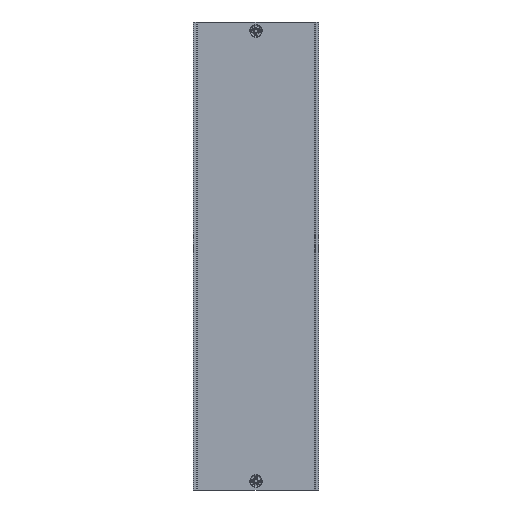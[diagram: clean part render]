
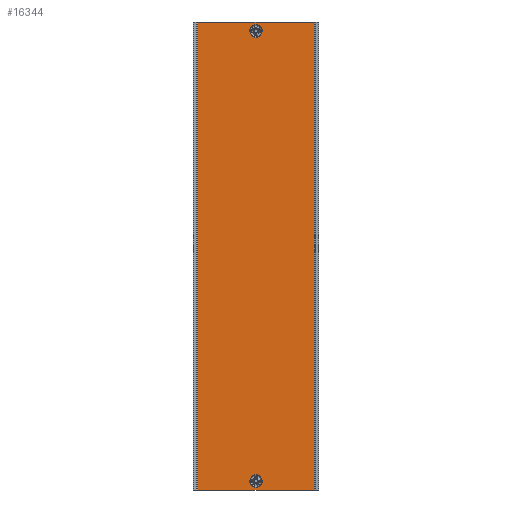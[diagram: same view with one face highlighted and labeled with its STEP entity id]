
A CAD part, front view. The second image highlights one B-rep face of the part: STEP entity #16344.
In plain terms, the highlighted planar face has unit normal (0, -1, 0).
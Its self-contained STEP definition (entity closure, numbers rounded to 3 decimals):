
#4124=DIRECTION('',(0.,0.,-1.));
#4125=VECTOR('',#4124,311.);
#4126=CARTESIAN_POINT('',(-38.6,-2.3,155.5));
#4127=LINE('',#4126,#4125);
#4128=DIRECTION('',(1.,0.,0.));
#4129=VECTOR('',#4128,77.2);
#4130=CARTESIAN_POINT('',(-38.6,-2.3,155.5));
#4131=LINE('',#4130,#4129);
#4132=DIRECTION('',(0.,0.,1.));
#4133=VECTOR('',#4132,311.);
#4134=CARTESIAN_POINT('',(38.6,-2.3,-155.5));
#4135=LINE('',#4134,#4133);
#4136=DIRECTION('',(-1.,0.,0.));
#4137=VECTOR('',#4136,77.2);
#4138=CARTESIAN_POINT('',(38.6,-2.3,-155.5));
#4139=LINE('',#4138,#4137);
#4140=CARTESIAN_POINT('',(0.,-2.3,147.85));
#4141=DIRECTION('',(0.,1.,0.));
#4142=DIRECTION('',(1.,0.,0.));
#4143=AXIS2_PLACEMENT_3D('',#4140,#4141,#4142);
#4145=DIRECTION('',(0.,0.,-1.));
#4146=VECTOR('',#4145,3.5);
#4147=CARTESIAN_POINT('',(1.6,-2.3,151.35));
#4148=LINE('',#4147,#4146);
#4149=CARTESIAN_POINT('',(0.,-2.3,151.35));
#4150=DIRECTION('',(0.,1.,0.));
#4151=DIRECTION('',(-1.,0.,0.));
#4152=AXIS2_PLACEMENT_3D('',#4149,#4150,#4151);
#4154=DIRECTION('',(0.,0.,1.));
#4155=VECTOR('',#4154,3.5);
#4156=CARTESIAN_POINT('',(-1.6,-2.3,147.85));
#4157=LINE('',#4156,#4155);
#4158=CARTESIAN_POINT('',(0.,-2.3,-147.85));
#4159=DIRECTION('',(0.,-1.,0.));
#4160=DIRECTION('',(1.,0.,0.));
#4161=AXIS2_PLACEMENT_3D('',#4158,#4159,#4160);
#4163=DIRECTION('',(0.,0.,-1.));
#4164=VECTOR('',#4163,3.5);
#4165=CARTESIAN_POINT('',(-1.6,-2.3,-147.85));
#4166=LINE('',#4165,#4164);
#4167=CARTESIAN_POINT('',(0.,-2.3,-151.35));
#4168=DIRECTION('',(0.,-1.,0.));
#4169=DIRECTION('',(-1.,0.,0.));
#4170=AXIS2_PLACEMENT_3D('',#4167,#4168,#4169);
#4172=DIRECTION('',(0.,0.,1.));
#4173=VECTOR('',#4172,3.5);
#4174=CARTESIAN_POINT('',(1.6,-2.3,-151.35));
#4175=LINE('',#4174,#4173);
#10460=CARTESIAN_POINT('',(38.6,-2.3,-155.5));
#10461=CARTESIAN_POINT('',(38.6,-2.3,155.5));
#10462=VERTEX_POINT('',#10460);
#10463=VERTEX_POINT('',#10461);
#10480=CARTESIAN_POINT('',(-38.6,-2.3,155.5));
#10481=CARTESIAN_POINT('',(-38.6,-2.3,-155.5));
#10482=VERTEX_POINT('',#10480);
#10483=VERTEX_POINT('',#10481);
#10624=CARTESIAN_POINT('',(1.6,-2.3,147.85));
#10625=CARTESIAN_POINT('',(-1.6,-2.3,147.85));
#10626=VERTEX_POINT('',#10624);
#10627=VERTEX_POINT('',#10625);
#10628=CARTESIAN_POINT('',(-1.6,-2.3,151.35));
#10629=VERTEX_POINT('',#10628);
#10630=CARTESIAN_POINT('',(1.6,-2.3,151.35));
#10631=VERTEX_POINT('',#10630);
#10632=CARTESIAN_POINT('',(1.6,-2.3,-147.85));
#10633=CARTESIAN_POINT('',(-1.6,-2.3,-147.85));
#10634=VERTEX_POINT('',#10632);
#10635=VERTEX_POINT('',#10633);
#10636=CARTESIAN_POINT('',(-1.6,-2.3,-151.35));
#10637=VERTEX_POINT('',#10636);
#10638=CARTESIAN_POINT('',(1.6,-2.3,-151.35));
#10639=VERTEX_POINT('',#10638);
#16311=CARTESIAN_POINT('',(0.,-2.3,-155.5));
#16312=DIRECTION('',(0.,-1.,0.));
#16313=DIRECTION('',(1.,0.,0.));
#16314=AXIS2_PLACEMENT_3D('',#16311,#16312,#16313);
#16315=PLANE('',#16314);
#16317=ORIENTED_EDGE('',*,*,#16316,.F.);
#16319=ORIENTED_EDGE('',*,*,#16318,.T.);
#16320=ORIENTED_EDGE('',*,*,#16302,.F.);
#16321=ORIENTED_EDGE('',*,*,#16227,.T.);
#16322=EDGE_LOOP('',(#16317,#16319,#16320,#16321));
#16323=FACE_OUTER_BOUND('',#16322,.F.);
#16325=ORIENTED_EDGE('',*,*,#16324,.F.);
#16327=ORIENTED_EDGE('',*,*,#16326,.F.);
#16329=ORIENTED_EDGE('',*,*,#16328,.F.);
#16331=ORIENTED_EDGE('',*,*,#16330,.F.);
#16332=EDGE_LOOP('',(#16325,#16327,#16329,#16331));
#16333=FACE_BOUND('',#16332,.F.);
#16335=ORIENTED_EDGE('',*,*,#16334,.T.);
#16337=ORIENTED_EDGE('',*,*,#16336,.T.);
#16339=ORIENTED_EDGE('',*,*,#16338,.T.);
#16341=ORIENTED_EDGE('',*,*,#16340,.T.);
#16342=EDGE_LOOP('',(#16335,#16337,#16339,#16341));
#16343=FACE_BOUND('',#16342,.F.);
#16344=ADVANCED_FACE('',(#16323,#16333,#16343),#16315,.T.);
#4144=CIRCLE('',#4143,1.6);
#4153=CIRCLE('',#4152,1.6);
#4162=CIRCLE('',#4161,1.6);
#4171=CIRCLE('',#4170,1.6);
#16227=EDGE_CURVE('',#10462,#10483,#4139,.T.);
#16302=EDGE_CURVE('',#10462,#10463,#4135,.T.);
#16316=EDGE_CURVE('',#10482,#10483,#4127,.T.);
#16318=EDGE_CURVE('',#10482,#10463,#4131,.T.);
#16324=EDGE_CURVE('',#10626,#10627,#4144,.T.);
#16326=EDGE_CURVE('',#10631,#10626,#4148,.T.);
#16328=EDGE_CURVE('',#10629,#10631,#4153,.T.);
#16330=EDGE_CURVE('',#10627,#10629,#4157,.T.);
#16334=EDGE_CURVE('',#10634,#10635,#4162,.T.);
#16336=EDGE_CURVE('',#10635,#10637,#4166,.T.);
#16338=EDGE_CURVE('',#10637,#10639,#4171,.T.);
#16340=EDGE_CURVE('',#10639,#10634,#4175,.T.);
